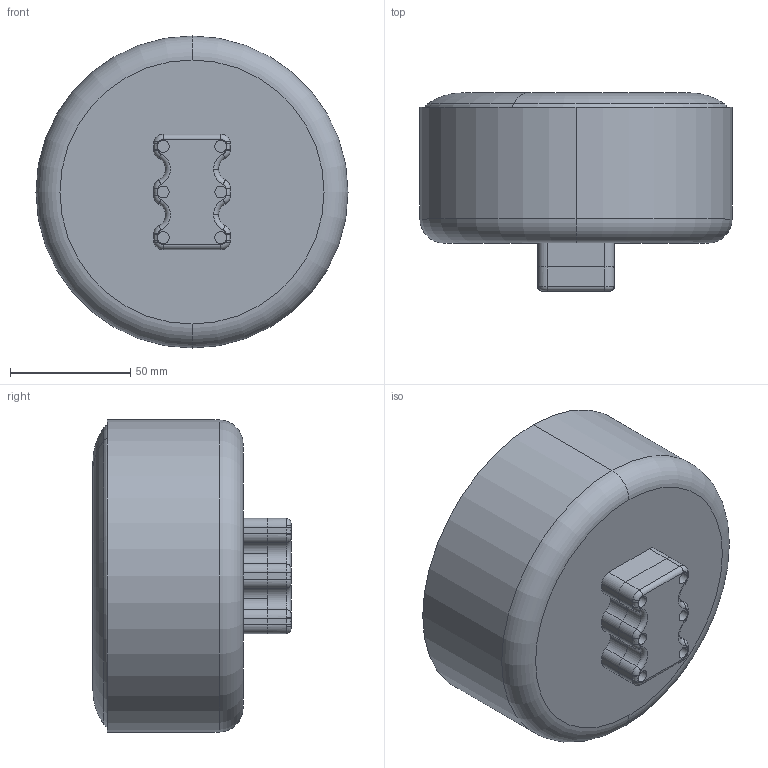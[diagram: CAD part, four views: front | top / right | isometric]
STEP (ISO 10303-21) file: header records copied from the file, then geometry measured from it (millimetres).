
FILE_DESCRIPTION (( 'STEP AP214' ), '1' );
FILE_NAME ('ÃØÔÞ.7911.07.00 ñáîðêà.STEP', '2014-11-10T15:01:34', ( '' ), ( '' ), 'SwSTEP 2.0', 'SolidWorks 2013', '' );
FILE_SCHEMA (( 'AUTOMOTIVE_DESIGN' ));
Length unit declared in the file: millimetre
Products named in the file (5): 贈婝.7911.07.04  膰豵鵨; 贈婝.7911.07.00 鼁闉罻; 贈婝.7911.07.02; 贈婝.7911.07.01; 秘赞.7911.07.05  牮赅
Assembly tree (4 placements, depth 2):
  贈婝.7911.07.00 鼁闉罻
    贈婝.7911.07.04  膰豵鵨
    秘赞.7911.07.05  牮赅
    贈婝.7911.07.01
    贈婝.7911.07.02
Bounding box: 130 x 82.51 x 130 mm (x, y, z)
Volume: 92663.2 mm3; surface area: 113210.9 mm2
Topology: 4 solids, 4 shells, 193 faces, 508 edges, 322 vertices
Faces by surface type: cylinder 104, plane 39, torus 30, bspline 18, cone 2
Entity records: 6657 total; most frequent: CARTESIAN_POINT 1454, DIRECTION 1159, ORIENTED_EDGE 1016, EDGE_CURVE 508, AXIS2_PLACEMENT_3D 491, VERTEX_POINT 322, CIRCLE 310, EDGE_LOOP 232
